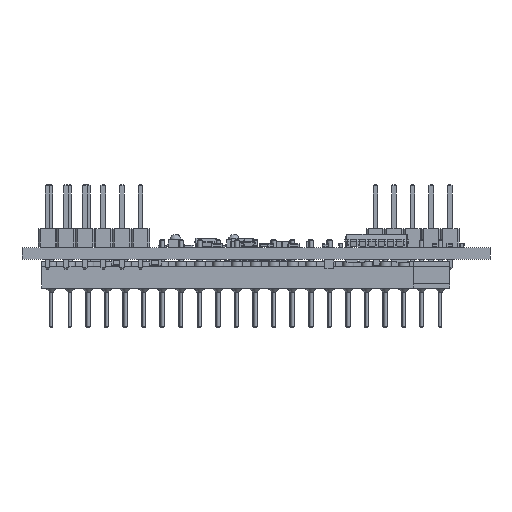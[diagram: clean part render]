
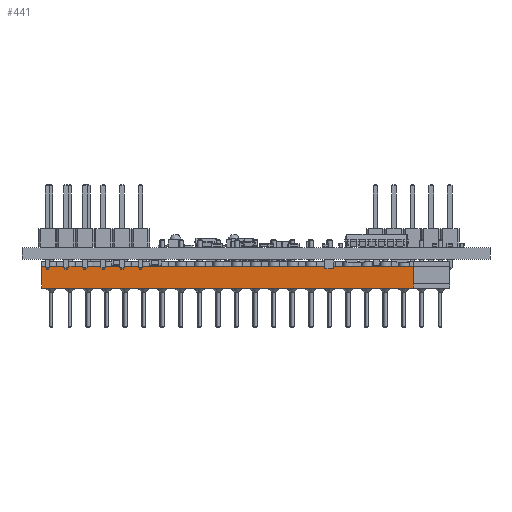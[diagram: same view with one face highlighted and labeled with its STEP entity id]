
A CAD part, front view. The second image highlights one B-rep face of the part: STEP entity #441.
In plain terms, the highlighted free-form (B-spline) face has degree [1, 1] with [2, 2] control points.
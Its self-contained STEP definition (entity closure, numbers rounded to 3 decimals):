
#441 = ADVANCED_FACE('',(#442),#455,.T.);
#442 = FACE_BOUND('',#443,.T.);
#443 = EDGE_LOOP('',(#444,#476,#501,#526));
#444 = ORIENTED_EDGE('',*,*,#445,.T.);
#445 = EDGE_CURVE('',#446,#448,#450,.T.);
#446 = VERTEX_POINT('',#447);
#447 = CARTESIAN_POINT('',(-1.27,-0.6,16.51));
#448 = VERTEX_POINT('',#449);
#449 = CARTESIAN_POINT('',(-1.27,-3.6,16.51));
#450 = SURFACE_CURVE('',#451,(#454,#465),.PCURVE_S1.);
#451 = B_SPLINE_CURVE_WITH_KNOTS('',1,(#452,#453),.UNSPECIFIED.,.F.,.F.,
  (2,2),(0.,3.),.PIECEWISE_BEZIER_KNOTS.);
#452 = CARTESIAN_POINT('',(-1.27,-0.6,16.51));
#453 = CARTESIAN_POINT('',(-1.27,-3.6,16.51));
#454 = PCURVE('',#455,#460);
#455 = B_SPLINE_SURFACE_WITH_KNOTS('',1,1,(
    (#456,#457)
    ,(#458,#459
    )),.UNSPECIFIED.,.F.,.F.,.F.,(2,2),(2,2),(0.,50.8),(-3.,0.),
  .PIECEWISE_BEZIER_KNOTS.);
#456 = CARTESIAN_POINT('',(-1.27,-3.6,16.51));
#457 = CARTESIAN_POINT('',(-1.27,-0.6,16.51));
#458 = CARTESIAN_POINT('',(49.53,-3.6,16.51));
#459 = CARTESIAN_POINT('',(49.53,-0.6,16.51));
#460 = DEFINITIONAL_REPRESENTATION('',(#461),#464);
#461 = B_SPLINE_CURVE_WITH_KNOTS('',1,(#462,#463),.UNSPECIFIED.,.F.,.F.,
  (2,2),(0.,3.),.PIECEWISE_BEZIER_KNOTS.);
#462 = CARTESIAN_POINT('',(0.,0.));
#463 = CARTESIAN_POINT('',(0.,-3.));
#464 = ( GEOMETRIC_REPRESENTATION_CONTEXT(2) 
PARAMETRIC_REPRESENTATION_CONTEXT() REPRESENTATION_CONTEXT('2D SPACE',''
  ) );
#465 = PCURVE('',#466,#471);
#466 = B_SPLINE_SURFACE_WITH_KNOTS('',1,1,(
    (#467,#468)
    ,(#469,#470
  )),.UNSPECIFIED.,.F.,.F.,.F.,(2,2),(2,2),(0.,2.54),(-3.,0.),
  .PIECEWISE_BEZIER_KNOTS.);
#467 = CARTESIAN_POINT('',(-1.27,-3.6,13.97));
#468 = CARTESIAN_POINT('',(-1.27,-0.6,13.97));
#469 = CARTESIAN_POINT('',(-1.27,-3.6,16.51));
#470 = CARTESIAN_POINT('',(-1.27,-0.6,16.51));
#471 = DEFINITIONAL_REPRESENTATION('',(#472),#475);
#472 = B_SPLINE_CURVE_WITH_KNOTS('',1,(#473,#474),.UNSPECIFIED.,.F.,.F.,
  (2,2),(0.,3.),.PIECEWISE_BEZIER_KNOTS.);
#473 = CARTESIAN_POINT('',(2.54,0.));
#474 = CARTESIAN_POINT('',(2.54,-3.));
#475 = ( GEOMETRIC_REPRESENTATION_CONTEXT(2) 
PARAMETRIC_REPRESENTATION_CONTEXT() REPRESENTATION_CONTEXT('2D SPACE',''
  ) );
#476 = ORIENTED_EDGE('',*,*,#477,.T.);
#477 = EDGE_CURVE('',#448,#478,#480,.T.);
#478 = VERTEX_POINT('',#479);
#479 = CARTESIAN_POINT('',(49.53,-3.6,16.51));
#480 = SURFACE_CURVE('',#481,(#484,#490),.PCURVE_S1.);
#481 = B_SPLINE_CURVE_WITH_KNOTS('',1,(#482,#483),.UNSPECIFIED.,.F.,.F.,
  (2,2),(0.,50.8),.PIECEWISE_BEZIER_KNOTS.);
#482 = CARTESIAN_POINT('',(-1.27,-3.6,16.51));
#483 = CARTESIAN_POINT('',(49.53,-3.6,16.51));
#484 = PCURVE('',#455,#485);
#485 = DEFINITIONAL_REPRESENTATION('',(#486),#489);
#486 = B_SPLINE_CURVE_WITH_KNOTS('',1,(#487,#488),.UNSPECIFIED.,.F.,.F.,
  (2,2),(0.,50.8),.PIECEWISE_BEZIER_KNOTS.);
#487 = CARTESIAN_POINT('',(0.,-3.));
#488 = CARTESIAN_POINT('',(50.8,-3.));
#489 = ( GEOMETRIC_REPRESENTATION_CONTEXT(2) 
PARAMETRIC_REPRESENTATION_CONTEXT() REPRESENTATION_CONTEXT('2D SPACE',''
  ) );
#490 = PCURVE('',#491,#496);
#491 = B_SPLINE_SURFACE_WITH_KNOTS('',1,1,(
    (#492,#493)
    ,(#494,#495
    )),.UNSPECIFIED.,.F.,.F.,.F.,(2,2),(2,2),(-1.27,1.27),(-25.4,25.4),
  .PIECEWISE_BEZIER_KNOTS.);
#492 = CARTESIAN_POINT('',(-1.27,-3.6,13.97));
#493 = CARTESIAN_POINT('',(49.53,-3.6,13.97));
#494 = CARTESIAN_POINT('',(-1.27,-3.6,16.51));
#495 = CARTESIAN_POINT('',(49.53,-3.6,16.51));
#496 = DEFINITIONAL_REPRESENTATION('',(#497),#500);
#497 = B_SPLINE_CURVE_WITH_KNOTS('',1,(#498,#499),.UNSPECIFIED.,.F.,.F.,
  (2,2),(0.,50.8),.PIECEWISE_BEZIER_KNOTS.);
#498 = CARTESIAN_POINT('',(1.27,-25.4));
#499 = CARTESIAN_POINT('',(1.27,25.4));
#500 = ( GEOMETRIC_REPRESENTATION_CONTEXT(2) 
PARAMETRIC_REPRESENTATION_CONTEXT() REPRESENTATION_CONTEXT('2D SPACE',''
  ) );
#501 = ORIENTED_EDGE('',*,*,#502,.F.);
#502 = EDGE_CURVE('',#503,#478,#505,.T.);
#503 = VERTEX_POINT('',#504);
#504 = CARTESIAN_POINT('',(49.53,-0.6,16.51));
#505 = SURFACE_CURVE('',#506,(#509,#515),.PCURVE_S1.);
#506 = B_SPLINE_CURVE_WITH_KNOTS('',1,(#507,#508),.UNSPECIFIED.,.F.,.F.,
  (2,2),(0.,3.),.PIECEWISE_BEZIER_KNOTS.);
#507 = CARTESIAN_POINT('',(49.53,-0.6,16.51));
#508 = CARTESIAN_POINT('',(49.53,-3.6,16.51));
#509 = PCURVE('',#455,#510);
#510 = DEFINITIONAL_REPRESENTATION('',(#511),#514);
#511 = B_SPLINE_CURVE_WITH_KNOTS('',1,(#512,#513),.UNSPECIFIED.,.F.,.F.,
  (2,2),(0.,3.),.PIECEWISE_BEZIER_KNOTS.);
#512 = CARTESIAN_POINT('',(50.8,0.));
#513 = CARTESIAN_POINT('',(50.8,-3.));
#514 = ( GEOMETRIC_REPRESENTATION_CONTEXT(2) 
PARAMETRIC_REPRESENTATION_CONTEXT() REPRESENTATION_CONTEXT('2D SPACE',''
  ) );
#515 = PCURVE('',#516,#521);
#516 = B_SPLINE_SURFACE_WITH_KNOTS('',1,1,(
    (#517,#518)
    ,(#519,#520
    )),.UNSPECIFIED.,.F.,.F.,.F.,(2,2),(2,2),(0.,2.54),(-3.,0.),
  .PIECEWISE_BEZIER_KNOTS.);
#517 = CARTESIAN_POINT('',(49.53,-3.6,16.51));
#518 = CARTESIAN_POINT('',(49.53,-0.6,16.51));
#519 = CARTESIAN_POINT('',(49.53,-3.6,13.97));
#520 = CARTESIAN_POINT('',(49.53,-0.6,13.97));
#521 = DEFINITIONAL_REPRESENTATION('',(#522),#525);
#522 = B_SPLINE_CURVE_WITH_KNOTS('',1,(#523,#524),.UNSPECIFIED.,.F.,.F.,
  (2,2),(0.,3.),.PIECEWISE_BEZIER_KNOTS.);
#523 = CARTESIAN_POINT('',(0.,0.));
#524 = CARTESIAN_POINT('',(0.,-3.));
#525 = ( GEOMETRIC_REPRESENTATION_CONTEXT(2) 
PARAMETRIC_REPRESENTATION_CONTEXT() REPRESENTATION_CONTEXT('2D SPACE',''
  ) );
#526 = ORIENTED_EDGE('',*,*,#527,.F.);
#527 = EDGE_CURVE('',#446,#503,#528,.T.);
#528 = SURFACE_CURVE('',#529,(#532,#538),.PCURVE_S1.);
#529 = B_SPLINE_CURVE_WITH_KNOTS('',1,(#530,#531),.UNSPECIFIED.,.F.,.F.,
  (2,2),(0.,50.8),.PIECEWISE_BEZIER_KNOTS.);
#530 = CARTESIAN_POINT('',(-1.27,-0.6,16.51));
#531 = CARTESIAN_POINT('',(49.53,-0.6,16.51));
#532 = PCURVE('',#455,#533);
#533 = DEFINITIONAL_REPRESENTATION('',(#534),#537);
#534 = B_SPLINE_CURVE_WITH_KNOTS('',1,(#535,#536),.UNSPECIFIED.,.F.,.F.,
  (2,2),(0.,50.8),.PIECEWISE_BEZIER_KNOTS.);
#535 = CARTESIAN_POINT('',(0.,0.));
#536 = CARTESIAN_POINT('',(50.8,0.));
#537 = ( GEOMETRIC_REPRESENTATION_CONTEXT(2) 
PARAMETRIC_REPRESENTATION_CONTEXT() REPRESENTATION_CONTEXT('2D SPACE',''
  ) );
#538 = PCURVE('',#539,#544);
#539 = B_SPLINE_SURFACE_WITH_KNOTS('',1,1,(
    (#540,#541)
    ,(#542,#543
    )),.UNSPECIFIED.,.F.,.F.,.F.,(2,2),(2,2),(-1.27,1.27),(-25.4,25.4),
  .PIECEWISE_BEZIER_KNOTS.);
#540 = CARTESIAN_POINT('',(-1.27,-0.6,13.97));
#541 = CARTESIAN_POINT('',(49.53,-0.6,13.97));
#542 = CARTESIAN_POINT('',(-1.27,-0.6,16.51));
#543 = CARTESIAN_POINT('',(49.53,-0.6,16.51));
#544 = DEFINITIONAL_REPRESENTATION('',(#545),#548);
#545 = B_SPLINE_CURVE_WITH_KNOTS('',1,(#546,#547),.UNSPECIFIED.,.F.,.F.,
  (2,2),(0.,50.8),.PIECEWISE_BEZIER_KNOTS.);
#546 = CARTESIAN_POINT('',(1.27,-25.4));
#547 = CARTESIAN_POINT('',(1.27,25.4));
#548 = ( GEOMETRIC_REPRESENTATION_CONTEXT(2) 
PARAMETRIC_REPRESENTATION_CONTEXT() REPRESENTATION_CONTEXT('2D SPACE',''
  ) );
